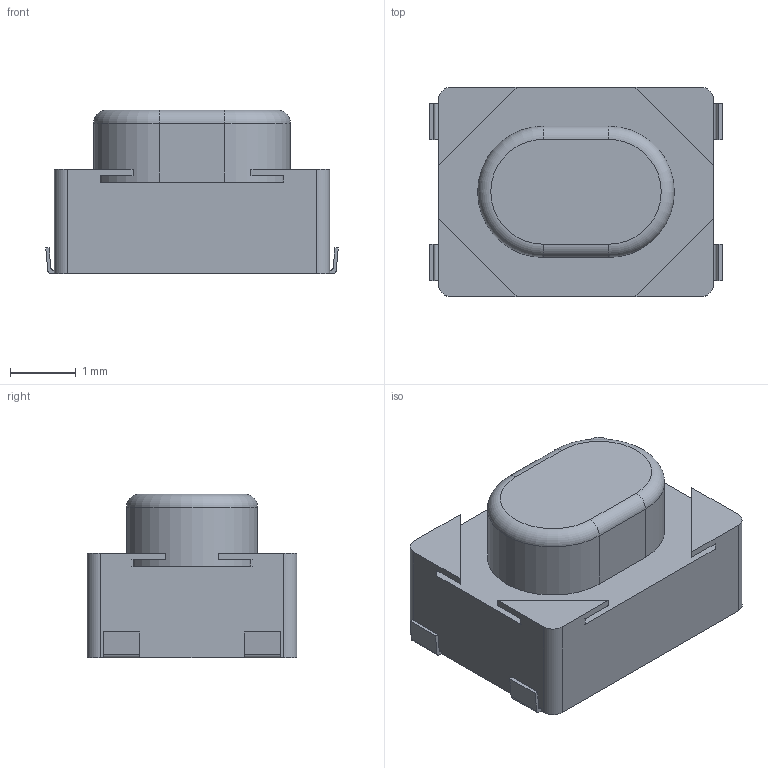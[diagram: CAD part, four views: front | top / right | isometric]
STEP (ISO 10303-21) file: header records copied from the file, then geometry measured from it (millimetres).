
FILE_DESCRIPTION(/* description */ (''),/* implementation_level */ '2;1');
FILE_NAME(/* name */ 'pts810 v1.step',/* time_stamp */ '2018-05-31T23:12:51-05:00',/* author */ (''),/* organization */ (''),/* preprocessor_version */ 'ST-DEVELOPER v17',/* originating_system */ 'Autodesk Translation Framework v7.1.0.215',/* authorisation */ '');
FILE_SCHEMA (('AUTOMOTIVE_DESIGN { 1 0 10303 214 3 1 1 }'));
Length unit declared in the file: millimetre
Products named in the file (1): pts810
Bounding box: 4.46 x 3.2 x 2.5 mm (x, y, z)
Volume: 24.8 mm3; surface area: 63.8 mm2
Topology: 1 solids, 1 shells, 67 faces, 188 edges, 124 vertices
Faces by surface type: plane 49, cylinder 16, torus 2
Entity records: 2177 total; most frequent: CARTESIAN_POINT 380, ORIENTED_EDGE 376, DIRECTION 358, EDGE_CURVE 188, LINE 154, VECTOR 154, VERTEX_POINT 124, AXIS2_PLACEMENT_3D 102
